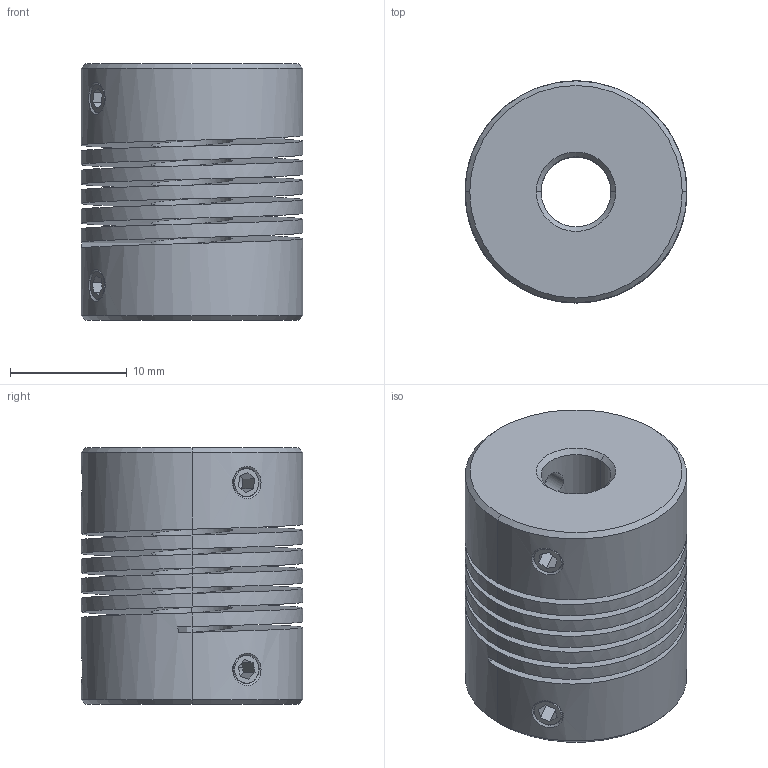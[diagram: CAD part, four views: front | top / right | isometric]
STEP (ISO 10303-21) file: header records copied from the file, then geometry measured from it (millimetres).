
FILE_DESCRIPTION((''),'2;1');
FILE_NAME('PAN_001875','2014-09-18T',('lika51'),(''),'PRO/ENGINEER BY PARAMETRIC TECHNOLOGY CORPORATION, 2010180','PRO/ENGINEER BY PARAMETRIC TECHNOLOGY CORPORATION, 2010180','');
FILE_SCHEMA(('CONFIG_CONTROL_DESIGN'));
Length unit declared in the file: millimetre
Products named in the file (1): PAN_001875
Bounding box: 19 x 19 x 22 mm (x, y, z)
Volume: 4761.4 mm3; surface area: 4899.6 mm2
Topology: 1 solids, 1 shells, 159 faces, 393 edges, 232 vertices
Faces by surface type: plane 56, cylinder 47, cone 40, bspline 16
Entity records: 21458 total; most frequent: CARTESIAN_POINT 17914, ORIENTED_EDGE 754, DIRECTION 668, EDGE_CURVE 377, AXIS2_PLACEMENT_3D 246, VERTEX_POINT 232, VECTOR 176, LINE 176
